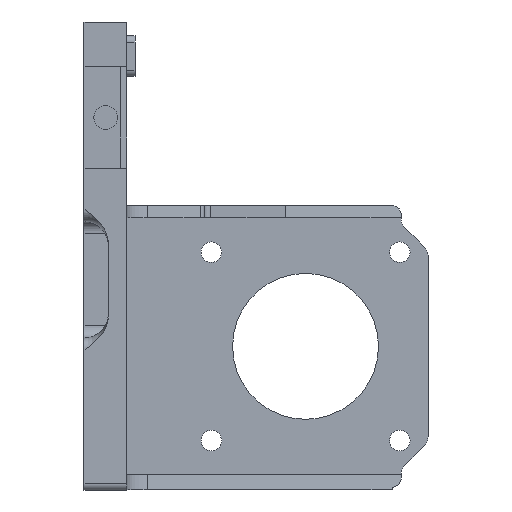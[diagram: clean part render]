
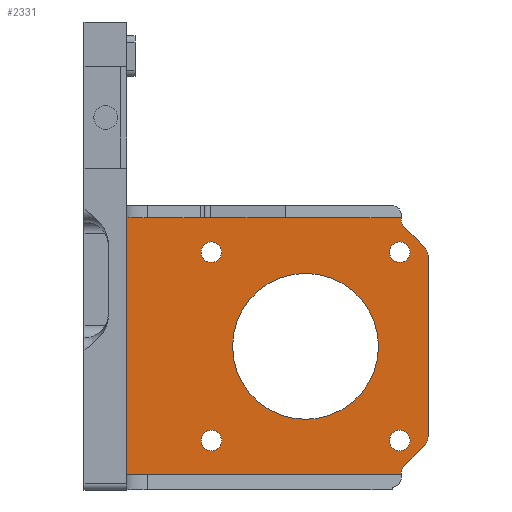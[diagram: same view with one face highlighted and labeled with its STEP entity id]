
A CAD part, left-side view. The second image highlights one B-rep face of the part: STEP entity #2331.
In plain terms, the highlighted planar face has unit normal (-1, 0, 0).
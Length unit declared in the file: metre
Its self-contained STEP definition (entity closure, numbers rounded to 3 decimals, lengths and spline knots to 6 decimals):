
#140=CIRCLE('',#2520,0.002);
#142=CIRCLE('',#2524,0.002);
#144=CIRCLE('',#2528,0.002);
#146=CIRCLE('',#2532,0.002);
#148=CIRCLE('',#2536,0.001691);
#150=CIRCLE('',#2539,0.001691);
#151=CIRCLE('',#2541,0.012);
#152=CIRCLE('',#2542,0.001691);
#153=CIRCLE('',#2543,0.001691);
#206=B_SPLINE_CURVE_WITH_KNOTS('',3,(#3709,#3710,#3711,#3712),
 .UNSPECIFIED.,.F.,.F.,(4,4),(0.666667,0.723858),
 .UNSPECIFIED.);
#209=B_SPLINE_CURVE_WITH_KNOTS('',3,(#3770,#3771,#3772,#3773),
 .UNSPECIFIED.,.F.,.F.,(4,4),(0.276142,0.333333),
 .UNSPECIFIED.);
#416=ORIENTED_EDGE('',*,*,#1063,.F.);
#417=ORIENTED_EDGE('',*,*,#970,.T.);
#418=ORIENTED_EDGE('',*,*,#905,.F.);
#419=ORIENTED_EDGE('',*,*,#1066,.T.);
#420=ORIENTED_EDGE('',*,*,#1059,.T.);
#421=ORIENTED_EDGE('',*,*,#1056,.T.);
#422=ORIENTED_EDGE('',*,*,#1053,.T.);
#423=ORIENTED_EDGE('',*,*,#1050,.T.);
#424=ORIENTED_EDGE('',*,*,#1046,.T.);
#425=ORIENTED_EDGE('',*,*,#1044,.T.);
#426=ORIENTED_EDGE('',*,*,#1041,.T.);
#427=ORIENTED_EDGE('',*,*,#1038,.T.);
#428=ORIENTED_EDGE('',*,*,#1033,.F.);
#429=ORIENTED_EDGE('',*,*,#1065,.F.);
#430=ORIENTED_EDGE('',*,*,#1067,.T.);
#431=ORIENTED_EDGE('',*,*,#1068,.F.);
#432=ORIENTED_EDGE('',*,*,#1069,.F.);
#905=EDGE_CURVE('',#1241,#1242,#1476,.T.);
#970=EDGE_CURVE('',#1306,#1242,#1511,.T.);
#1033=EDGE_CURVE('',#1306,#1358,#206,.T.);
#1038=EDGE_CURVE('',#1362,#1358,#140,.F.);
#1041=EDGE_CURVE('',#1364,#1362,#1553,.T.);
#1044=EDGE_CURVE('',#1366,#1364,#142,.T.);
#1046=EDGE_CURVE('',#1367,#1366,#1556,.T.);
#1050=EDGE_CURVE('',#1370,#1367,#144,.T.);
#1053=EDGE_CURVE('',#1372,#1370,#1561,.T.);
#1056=EDGE_CURVE('',#1374,#1372,#146,.F.);
#1059=EDGE_CURVE('',#1376,#1374,#209,.F.);
#1063=EDGE_CURVE('',#1379,#1379,#148,.T.);
#1065=EDGE_CURVE('',#1381,#1381,#150,.T.);
#1066=EDGE_CURVE('',#1241,#1376,#1566,.T.);
#1067=EDGE_CURVE('',#1382,#1382,#151,.F.);
#1068=EDGE_CURVE('',#1383,#1383,#152,.T.);
#1069=EDGE_CURVE('',#1384,#1384,#153,.T.);
#1241=VERTEX_POINT('',#3456);
#1242=VERTEX_POINT('',#3458);
#1306=VERTEX_POINT('',#3588);
#1358=VERTEX_POINT('',#3713);
#1362=VERTEX_POINT('',#3726);
#1364=VERTEX_POINT('',#3732);
#1366=VERTEX_POINT('',#3738);
#1367=VERTEX_POINT('',#3742);
#1370=VERTEX_POINT('',#3750);
#1372=VERTEX_POINT('',#3756);
#1374=VERTEX_POINT('',#3762);
#1376=VERTEX_POINT('',#3774);
#1379=VERTEX_POINT('',#3782);
#1381=VERTEX_POINT('',#3787);
#1382=VERTEX_POINT('',#3791);
#1383=VERTEX_POINT('',#3793);
#1384=VERTEX_POINT('',#3795);
#1476=LINE('',#3457,#1682);
#1511=LINE('',#3587,#1717);
#1553=LINE('',#3731,#1759);
#1556=LINE('',#3741,#1762);
#1561=LINE('',#3755,#1767);
#1566=LINE('',#3789,#1772);
#1682=VECTOR('',#2725,1.);
#1717=VECTOR('',#2822,1.);
#1759=VECTOR('',#2936,1.);
#1762=VECTOR('',#2947,1.);
#1767=VECTOR('',#2960,1.);
#1772=VECTOR('',#2987,1.);
#1912=EDGE_LOOP('',(#416));
#1913=EDGE_LOOP('',(#417,#418,#419,#420,#421,#422,#423,#424,#425,#426,#427,
#428));
#1914=EDGE_LOOP('',(#429));
#1915=EDGE_LOOP('',(#430));
#1916=EDGE_LOOP('',(#431));
#1917=EDGE_LOOP('',(#432));
#2098=FACE_BOUND('',#1912,.T.);
#2099=FACE_BOUND('',#1913,.T.);
#2100=FACE_BOUND('',#1914,.T.);
#2101=FACE_BOUND('',#1915,.T.);
#2102=FACE_BOUND('',#1916,.T.);
#2103=FACE_BOUND('',#1917,.T.);
#2258=PLANE('',#2540);
#2331=ADVANCED_FACE('',(#2098,#2099,#2100,#2101,#2102,#2103),#2258,.T.);
#2520=AXIS2_PLACEMENT_3D('',#3725,#2930,#2931);
#2524=AXIS2_PLACEMENT_3D('',#3737,#2942,#2943);
#2528=AXIS2_PLACEMENT_3D('',#3749,#2954,#2955);
#2532=AXIS2_PLACEMENT_3D('',#3761,#2966,#2967);
#2536=AXIS2_PLACEMENT_3D('',#3781,#2977,#2978);
#2539=AXIS2_PLACEMENT_3D('',#3786,#2983,#2984);
#2540=AXIS2_PLACEMENT_3D('',#3788,#2985,#2986);
#2541=AXIS2_PLACEMENT_3D('',#3790,#2988,#2989);
#2542=AXIS2_PLACEMENT_3D('',#3792,#2990,#2991);
#2543=AXIS2_PLACEMENT_3D('',#3794,#2992,#2993);
#2725=DIRECTION('',(0.,0.,1.));
#2822=DIRECTION('',(0.,1.,0.));
#2930=DIRECTION('',(-1.,0.,0.));
#2931=DIRECTION('',(0.,-1.,0.));
#2936=DIRECTION('',(0.,0.707,0.707));
#2942=DIRECTION('',(-1.,0.,0.));
#2943=DIRECTION('',(0.,-1.,0.));
#2947=DIRECTION('',(0.,0.,1.));
#2954=DIRECTION('',(-1.,0.,0.));
#2955=DIRECTION('',(0.,-1.,0.));
#2960=DIRECTION('',(0.,-0.707,0.707));
#2966=DIRECTION('',(-1.,0.,0.));
#2967=DIRECTION('',(0.,-1.,0.));
#2977=DIRECTION('',(-1.,0.,0.));
#2978=DIRECTION('',(0.,-1.,0.));
#2983=DIRECTION('',(-1.,0.,0.));
#2984=DIRECTION('',(0.,-1.,0.));
#2985=DIRECTION('',(-1.,0.,0.));
#2986=DIRECTION('',(0.,-1.,0.));
#2987=DIRECTION('',(0.,-1.,0.));
#2988=DIRECTION('',(-1.,0.,0.));
#2989=DIRECTION('',(0.,-1.,0.));
#2990=DIRECTION('',(-1.,0.,0.));
#2991=DIRECTION('',(0.,-1.,0.));
#2992=DIRECTION('',(-1.,0.,0.));
#2993=DIRECTION('',(0.,-1.,0.));
#3456=CARTESIAN_POINT('',(-0.035666,0.0085,-0.031314));
#3457=CARTESIAN_POINT('',(-0.035666,0.0085,0.000411));
#3458=CARTESIAN_POINT('',(-0.035666,0.0085,0.010986));
#3587=CARTESIAN_POINT('',(-0.035666,-0.031525,0.010986));
#3588=CARTESIAN_POINT('',(-0.035666,-0.036686,0.010986));
#3709=CARTESIAN_POINT('',(-0.035666,-0.036686,0.010986));
#3710=CARTESIAN_POINT('',(-0.035666,-0.036686,0.010929));
#3711=CARTESIAN_POINT('',(-0.035666,-0.036686,0.010872));
#3712=CARTESIAN_POINT('',(-0.035666,-0.036686,0.010815));
#3713=CARTESIAN_POINT('',(-0.035666,-0.036686,0.010815));
#3725=CARTESIAN_POINT('',(-0.035666,-0.038686,0.010815));
#3726=CARTESIAN_POINT('',(-0.035666,-0.037272,0.0094));
#3731=CARTESIAN_POINT('',(-0.035666,-0.038893,0.007779));
#3732=CARTESIAN_POINT('',(-0.035666,-0.040514,0.006158));
#3737=CARTESIAN_POINT('',(-0.035666,-0.0391,0.004744));
#3738=CARTESIAN_POINT('',(-0.035666,-0.0411,0.004744));
#3741=CARTESIAN_POINT('',(-0.035666,-0.0411,-0.020739));
#3742=CARTESIAN_POINT('',(-0.035666,-0.0411,-0.025071));
#3749=CARTESIAN_POINT('',(-0.035666,-0.0391,-0.025071));
#3750=CARTESIAN_POINT('',(-0.035666,-0.040514,-0.026485));
#3755=CARTESIAN_POINT('',(-0.035666,-0.038893,-0.028107));
#3756=CARTESIAN_POINT('',(-0.035666,-0.037272,-0.029728));
#3761=CARTESIAN_POINT('',(-0.035666,-0.038686,-0.031142));
#3762=CARTESIAN_POINT('',(-0.035666,-0.036686,-0.031142));
#3770=CARTESIAN_POINT('',(-0.035666,-0.036686,-0.031142));
#3771=CARTESIAN_POINT('',(-0.035666,-0.036686,-0.031199));
#3772=CARTESIAN_POINT('',(-0.035666,-0.036686,-0.031257));
#3773=CARTESIAN_POINT('',(-0.035666,-0.036686,-0.031314));
#3774=CARTESIAN_POINT('',(-0.035666,-0.036686,-0.031314));
#3781=CARTESIAN_POINT('',(-0.035666,-0.03645,-0.025664));
#3782=CARTESIAN_POINT('',(-0.035666,-0.038141,-0.025664));
#3786=CARTESIAN_POINT('',(-0.035666,-0.03645,0.005336));
#3787=CARTESIAN_POINT('',(-0.035666,-0.038141,0.005336));
#3788=CARTESIAN_POINT('',(-0.035666,0.01,0.000411));
#3789=CARTESIAN_POINT('',(-0.035666,-0.031525,-0.031314));
#3790=CARTESIAN_POINT('',(-0.035666,-0.02095,-0.010164));
#3791=CARTESIAN_POINT('',(-0.035666,-0.03295,-0.010164));
#3792=CARTESIAN_POINT('',(-0.035666,-0.00545,-0.025664));
#3793=CARTESIAN_POINT('',(-0.035666,-0.007141,-0.025664));
#3794=CARTESIAN_POINT('',(-0.035666,-0.00545,0.005336));
#3795=CARTESIAN_POINT('',(-0.035666,-0.007141,0.005336));
